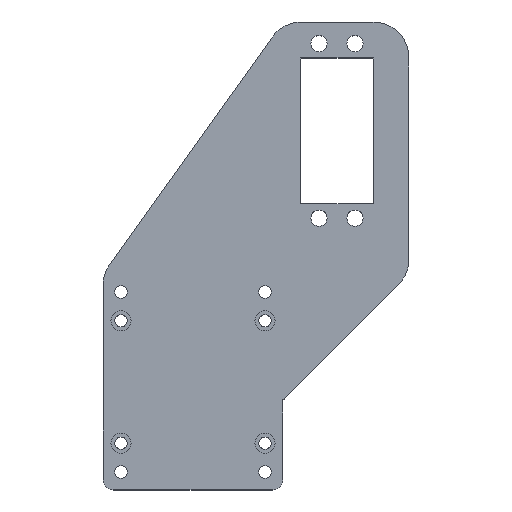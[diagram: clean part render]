
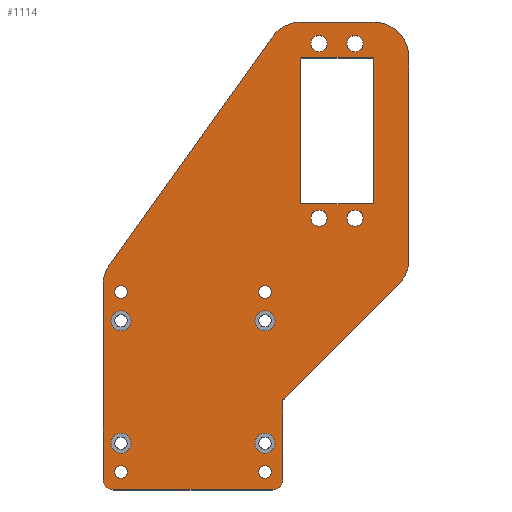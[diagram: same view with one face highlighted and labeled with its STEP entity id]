
A CAD part, top view. The second image highlights one B-rep face of the part: STEP entity #1114.
In plain terms, the highlighted planar face has unit normal (0, 0, 1).
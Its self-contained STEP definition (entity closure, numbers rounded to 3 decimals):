
#15=FACE_BOUND('',#142,.T.);
#16=FACE_BOUND('',#143,.T.);
#17=FACE_BOUND('',#144,.T.);
#18=FACE_BOUND('',#145,.T.);
#19=FACE_BOUND('',#146,.T.);
#20=FACE_BOUND('',#147,.T.);
#21=FACE_BOUND('',#148,.T.);
#22=FACE_BOUND('',#149,.T.);
#23=FACE_BOUND('',#150,.T.);
#24=FACE_BOUND('',#151,.T.);
#25=FACE_BOUND('',#152,.T.);
#26=FACE_BOUND('',#153,.T.);
#27=FACE_BOUND('',#154,.T.);
#47=PLANE('',#1192);
#79=FACE_OUTER_BOUND('',#141,.T.);
#141=EDGE_LOOP('',(#767,#768,#769,#770,#771,#772,#773,#774,#775,#776,#777,
#778,#779));
#142=EDGE_LOOP('',(#780));
#143=EDGE_LOOP('',(#781));
#144=EDGE_LOOP('',(#782));
#145=EDGE_LOOP('',(#783,#784,#785,#786));
#146=EDGE_LOOP('',(#787));
#147=EDGE_LOOP('',(#788));
#148=EDGE_LOOP('',(#789));
#149=EDGE_LOOP('',(#790));
#150=EDGE_LOOP('',(#791));
#151=EDGE_LOOP('',(#792));
#152=EDGE_LOOP('',(#793));
#153=EDGE_LOOP('',(#794));
#154=EDGE_LOOP('',(#795));
#234=LINE('',#1673,#333);
#237=LINE('',#1679,#336);
#238=LINE('',#1683,#337);
#239=LINE('',#1687,#338);
#240=LINE('',#1689,#339);
#241=LINE('',#1693,#340);
#242=LINE('',#1697,#341);
#243=LINE('',#1707,#342);
#244=LINE('',#1709,#343);
#245=LINE('',#1711,#344);
#246=LINE('',#1712,#345);
#333=VECTOR('',#1324,10.);
#336=VECTOR('',#1329,10.);
#337=VECTOR('',#1332,10.);
#338=VECTOR('',#1335,10.);
#339=VECTOR('',#1336,10.);
#340=VECTOR('',#1339,10.);
#341=VECTOR('',#1342,10.);
#342=VECTOR('',#1351,10.);
#343=VECTOR('',#1352,10.);
#344=VECTOR('',#1353,10.);
#345=VECTOR('',#1354,10.);
#431=CIRCLE('',#1190,10.);
#432=CIRCLE('',#1193,3.);
#433=CIRCLE('',#1194,3.);
#434=CIRCLE('',#1195,10.);
#435=CIRCLE('',#1196,10.);
#436=CIRCLE('',#1197,10.);
#437=CIRCLE('',#1198,2.25);
#438=CIRCLE('',#1199,2.25);
#439=CIRCLE('',#1200,2.25);
#440=CIRCLE('',#1201,2.25);
#441=CIRCLE('',#1202,1.75);
#442=CIRCLE('',#1203,1.75);
#443=CIRCLE('',#1204,1.75);
#444=CIRCLE('',#1205,1.75);
#445=CIRCLE('',#1206,2.8);
#446=CIRCLE('',#1207,2.8);
#447=CIRCLE('',#1208,2.8);
#448=CIRCLE('',#1209,2.8);
#494=VERTEX_POINT('',#1666);
#495=VERTEX_POINT('',#1668);
#496=VERTEX_POINT('',#1672);
#498=VERTEX_POINT('',#1678);
#499=VERTEX_POINT('',#1680);
#500=VERTEX_POINT('',#1682);
#501=VERTEX_POINT('',#1684);
#502=VERTEX_POINT('',#1686);
#503=VERTEX_POINT('',#1688);
#504=VERTEX_POINT('',#1690);
#505=VERTEX_POINT('',#1692);
#506=VERTEX_POINT('',#1694);
#507=VERTEX_POINT('',#1696);
#508=VERTEX_POINT('',#1699);
#509=VERTEX_POINT('',#1701);
#510=VERTEX_POINT('',#1703);
#511=VERTEX_POINT('',#1705);
#512=VERTEX_POINT('',#1706);
#513=VERTEX_POINT('',#1708);
#514=VERTEX_POINT('',#1710);
#515=VERTEX_POINT('',#1713);
#516=VERTEX_POINT('',#1715);
#517=VERTEX_POINT('',#1717);
#518=VERTEX_POINT('',#1719);
#519=VERTEX_POINT('',#1721);
#520=VERTEX_POINT('',#1723);
#521=VERTEX_POINT('',#1725);
#522=VERTEX_POINT('',#1727);
#523=VERTEX_POINT('',#1729);
#600=EDGE_CURVE('',#494,#495,#431,.T.);
#602=EDGE_CURVE('',#496,#495,#234,.T.);
#605=EDGE_CURVE('',#494,#498,#237,.T.);
#606=EDGE_CURVE('',#499,#498,#432,.T.);
#607=EDGE_CURVE('',#499,#500,#238,.T.);
#608=EDGE_CURVE('',#501,#500,#433,.T.);
#609=EDGE_CURVE('',#501,#502,#239,.T.);
#610=EDGE_CURVE('',#503,#502,#240,.T.);
#611=EDGE_CURVE('',#504,#503,#434,.T.);
#612=EDGE_CURVE('',#505,#504,#241,.T.);
#613=EDGE_CURVE('',#506,#505,#435,.T.);
#614=EDGE_CURVE('',#507,#506,#242,.T.);
#615=EDGE_CURVE('',#496,#507,#436,.T.);
#616=EDGE_CURVE('',#508,#508,#437,.T.);
#617=EDGE_CURVE('',#509,#509,#438,.T.);
#618=EDGE_CURVE('',#510,#510,#439,.T.);
#619=EDGE_CURVE('',#511,#512,#243,.T.);
#620=EDGE_CURVE('',#512,#513,#244,.T.);
#621=EDGE_CURVE('',#513,#514,#245,.T.);
#622=EDGE_CURVE('',#514,#511,#246,.T.);
#623=EDGE_CURVE('',#515,#515,#440,.T.);
#624=EDGE_CURVE('',#516,#516,#441,.T.);
#625=EDGE_CURVE('',#517,#517,#442,.T.);
#626=EDGE_CURVE('',#518,#518,#443,.T.);
#627=EDGE_CURVE('',#519,#519,#444,.T.);
#628=EDGE_CURVE('',#520,#520,#445,.T.);
#629=EDGE_CURVE('',#521,#521,#446,.T.);
#630=EDGE_CURVE('',#522,#522,#447,.T.);
#631=EDGE_CURVE('',#523,#523,#448,.T.);
#767=ORIENTED_EDGE('',*,*,#600,.F.);
#768=ORIENTED_EDGE('',*,*,#605,.T.);
#769=ORIENTED_EDGE('',*,*,#606,.F.);
#770=ORIENTED_EDGE('',*,*,#607,.T.);
#771=ORIENTED_EDGE('',*,*,#608,.F.);
#772=ORIENTED_EDGE('',*,*,#609,.T.);
#773=ORIENTED_EDGE('',*,*,#610,.F.);
#774=ORIENTED_EDGE('',*,*,#611,.F.);
#775=ORIENTED_EDGE('',*,*,#612,.F.);
#776=ORIENTED_EDGE('',*,*,#613,.F.);
#777=ORIENTED_EDGE('',*,*,#614,.F.);
#778=ORIENTED_EDGE('',*,*,#615,.F.);
#779=ORIENTED_EDGE('',*,*,#602,.T.);
#780=ORIENTED_EDGE('',*,*,#616,.T.);
#781=ORIENTED_EDGE('',*,*,#617,.T.);
#782=ORIENTED_EDGE('',*,*,#618,.T.);
#783=ORIENTED_EDGE('',*,*,#619,.T.);
#784=ORIENTED_EDGE('',*,*,#620,.T.);
#785=ORIENTED_EDGE('',*,*,#621,.T.);
#786=ORIENTED_EDGE('',*,*,#622,.T.);
#787=ORIENTED_EDGE('',*,*,#623,.T.);
#788=ORIENTED_EDGE('',*,*,#624,.T.);
#789=ORIENTED_EDGE('',*,*,#625,.T.);
#790=ORIENTED_EDGE('',*,*,#626,.T.);
#791=ORIENTED_EDGE('',*,*,#627,.T.);
#792=ORIENTED_EDGE('',*,*,#628,.T.);
#793=ORIENTED_EDGE('',*,*,#629,.T.);
#794=ORIENTED_EDGE('',*,*,#630,.T.);
#795=ORIENTED_EDGE('',*,*,#631,.T.);
#1114=ADVANCED_FACE('',(#79,#15,#16,#17,#18,#19,#20,#21,#22,#23,#24,#25,
#26,#27),#47,.T.);
#1190=AXIS2_PLACEMENT_3D('',#1669,#1319,#1320);
#1192=AXIS2_PLACEMENT_3D('',#1677,#1327,#1328);
#1193=AXIS2_PLACEMENT_3D('',#1681,#1330,#1331);
#1194=AXIS2_PLACEMENT_3D('',#1685,#1333,#1334);
#1195=AXIS2_PLACEMENT_3D('',#1691,#1337,#1338);
#1196=AXIS2_PLACEMENT_3D('',#1695,#1340,#1341);
#1197=AXIS2_PLACEMENT_3D('',#1698,#1343,#1344);
#1198=AXIS2_PLACEMENT_3D('',#1700,#1345,#1346);
#1199=AXIS2_PLACEMENT_3D('',#1702,#1347,#1348);
#1200=AXIS2_PLACEMENT_3D('',#1704,#1349,#1350);
#1201=AXIS2_PLACEMENT_3D('',#1714,#1355,#1356);
#1202=AXIS2_PLACEMENT_3D('',#1716,#1357,#1358);
#1203=AXIS2_PLACEMENT_3D('',#1718,#1359,#1360);
#1204=AXIS2_PLACEMENT_3D('',#1720,#1361,#1362);
#1205=AXIS2_PLACEMENT_3D('',#1722,#1363,#1364);
#1206=AXIS2_PLACEMENT_3D('',#1724,#1365,#1366);
#1207=AXIS2_PLACEMENT_3D('',#1726,#1367,#1368);
#1208=AXIS2_PLACEMENT_3D('',#1728,#1369,#1370);
#1209=AXIS2_PLACEMENT_3D('',#1730,#1371,#1372);
#1319=DIRECTION('center_axis',(0.,0.,-1.));
#1320=DIRECTION('ref_axis',(-0.952,0.305,0.));
#1324=DIRECTION('',(-0.581,-0.814,0.));
#1327=DIRECTION('center_axis',(0.,0.,1.));
#1328=DIRECTION('ref_axis',(1.,0.,0.));
#1329=DIRECTION('',(0.,-1.,0.));
#1330=DIRECTION('center_axis',(0.,0.,-1.));
#1331=DIRECTION('ref_axis',(-0.707,-0.707,0.));
#1332=DIRECTION('',(1.,0.,0.));
#1333=DIRECTION('center_axis',(0.,0.,-1.));
#1334=DIRECTION('ref_axis',(0.707,-0.707,0.));
#1335=DIRECTION('',(0.,1.,0.));
#1336=DIRECTION('',(-0.707,-0.707,0.));
#1337=DIRECTION('center_axis',(0.,0.,-1.));
#1338=DIRECTION('ref_axis',(0.924,-0.383,0.));
#1339=DIRECTION('',(0.,-1.,0.));
#1340=DIRECTION('center_axis',(0.,0.,-1.));
#1341=DIRECTION('ref_axis',(0.707,0.707,0.));
#1342=DIRECTION('',(1.,0.,0.));
#1343=DIRECTION('center_axis',(0.,0.,-1.));
#1344=DIRECTION('ref_axis',(-0.458,0.889,0.));
#1345=DIRECTION('center_axis',(0.,0.,-1.));
#1346=DIRECTION('ref_axis',(-1.,0.,0.));
#1347=DIRECTION('center_axis',(0.,0.,-1.));
#1348=DIRECTION('ref_axis',(-1.,0.,0.));
#1349=DIRECTION('center_axis',(0.,0.,-1.));
#1350=DIRECTION('ref_axis',(-1.,0.,0.));
#1351=DIRECTION('',(0.,-1.,0.));
#1352=DIRECTION('',(-1.,0.,0.));
#1353=DIRECTION('',(0.,1.,0.));
#1354=DIRECTION('',(1.,0.,0.));
#1355=DIRECTION('center_axis',(0.,0.,-1.));
#1356=DIRECTION('ref_axis',(-1.,0.,0.));
#1357=DIRECTION('center_axis',(0.,0.,-1.));
#1358=DIRECTION('ref_axis',(-1.,0.,0.));
#1359=DIRECTION('center_axis',(0.,0.,-1.));
#1360=DIRECTION('ref_axis',(-1.,0.,0.));
#1361=DIRECTION('center_axis',(0.,0.,-1.));
#1362=DIRECTION('ref_axis',(-1.,0.,0.));
#1363=DIRECTION('center_axis',(0.,0.,-1.));
#1364=DIRECTION('ref_axis',(-1.,0.,0.));
#1365=DIRECTION('center_axis',(0.,0.,-1.));
#1366=DIRECTION('ref_axis',(-1.,0.,0.));
#1367=DIRECTION('center_axis',(0.,0.,-1.));
#1368=DIRECTION('ref_axis',(-1.,0.,0.));
#1369=DIRECTION('center_axis',(0.,0.,-1.));
#1370=DIRECTION('ref_axis',(-1.,0.,0.));
#1371=DIRECTION('center_axis',(0.,0.,-1.));
#1372=DIRECTION('ref_axis',(-1.,0.,0.));
#1666=CARTESIAN_POINT('',(0.,56.795,6.));
#1668=CARTESIAN_POINT('',(1.863,62.608,6.));
#1669=CARTESIAN_POINT('Origin',(10.,56.795,6.));
#1672=CARTESIAN_POINT('',(47.009,125.812,6.));
#1673=CARTESIAN_POINT('',(50.,130.,6.));
#1677=CARTESIAN_POINT('Origin',(25.,30.,6.));
#1678=CARTESIAN_POINT('',(0.,3.,6.));
#1679=CARTESIAN_POINT('',(0.,60.,6.));
#1680=CARTESIAN_POINT('',(3.,0.,6.));
#1681=CARTESIAN_POINT('Origin',(3.,3.,6.));
#1682=CARTESIAN_POINT('',(47.,0.,6.));
#1683=CARTESIAN_POINT('',(0.,0.,6.));
#1684=CARTESIAN_POINT('',(50.,3.,6.));
#1685=CARTESIAN_POINT('Origin',(47.,3.,6.));
#1686=CARTESIAN_POINT('',(50.,25.,6.));
#1687=CARTESIAN_POINT('',(50.,0.,6.));
#1688=CARTESIAN_POINT('',(82.071,57.071,6.));
#1689=CARTESIAN_POINT('',(85.,60.,6.));
#1690=CARTESIAN_POINT('',(85.,64.142,6.));
#1691=CARTESIAN_POINT('Origin',(75.,64.142,6.));
#1692=CARTESIAN_POINT('',(85.,120.,6.));
#1693=CARTESIAN_POINT('',(85.,130.,6.));
#1694=CARTESIAN_POINT('',(75.,130.,6.));
#1695=CARTESIAN_POINT('Origin',(75.,120.,6.));
#1696=CARTESIAN_POINT('',(55.146,130.,6.));
#1697=CARTESIAN_POINT('',(80.,130.,6.));
#1698=CARTESIAN_POINT('Origin',(55.146,120.,6.));
#1699=CARTESIAN_POINT('',(62.25,124.,6.));
#1700=CARTESIAN_POINT('Origin',(60.,124.,6.));
#1701=CARTESIAN_POINT('',(72.25,124.,6.));
#1702=CARTESIAN_POINT('Origin',(70.,124.,6.));
#1703=CARTESIAN_POINT('',(72.25,75.5,6.));
#1704=CARTESIAN_POINT('Origin',(70.,75.5,6.));
#1705=CARTESIAN_POINT('',(75.1,120.,6.));
#1706=CARTESIAN_POINT('',(75.1,79.5,6.));
#1707=CARTESIAN_POINT('',(75.1,79.5,6.));
#1708=CARTESIAN_POINT('',(54.9,79.5,6.));
#1709=CARTESIAN_POINT('',(54.9,79.5,6.));
#1710=CARTESIAN_POINT('',(54.9,120.,6.));
#1711=CARTESIAN_POINT('',(54.9,120.,6.));
#1712=CARTESIAN_POINT('',(75.1,120.,6.));
#1713=CARTESIAN_POINT('',(62.25,75.5,6.));
#1714=CARTESIAN_POINT('Origin',(60.,75.5,6.));
#1715=CARTESIAN_POINT('',(6.75,5.,6.));
#1716=CARTESIAN_POINT('Origin',(5.,5.,6.));
#1717=CARTESIAN_POINT('',(6.75,55.,6.));
#1718=CARTESIAN_POINT('Origin',(5.,55.,6.));
#1719=CARTESIAN_POINT('',(46.75,5.,6.));
#1720=CARTESIAN_POINT('Origin',(45.,5.,6.));
#1721=CARTESIAN_POINT('',(46.75,55.,6.));
#1722=CARTESIAN_POINT('Origin',(45.,55.,6.));
#1723=CARTESIAN_POINT('',(47.8,47.,6.));
#1724=CARTESIAN_POINT('Origin',(45.,47.,6.));
#1725=CARTESIAN_POINT('',(47.8,13.,6.));
#1726=CARTESIAN_POINT('Origin',(45.,13.,6.));
#1727=CARTESIAN_POINT('',(7.8,47.,6.));
#1728=CARTESIAN_POINT('Origin',(5.,47.,6.));
#1729=CARTESIAN_POINT('',(7.8,13.,6.));
#1730=CARTESIAN_POINT('Origin',(5.,13.,6.));
